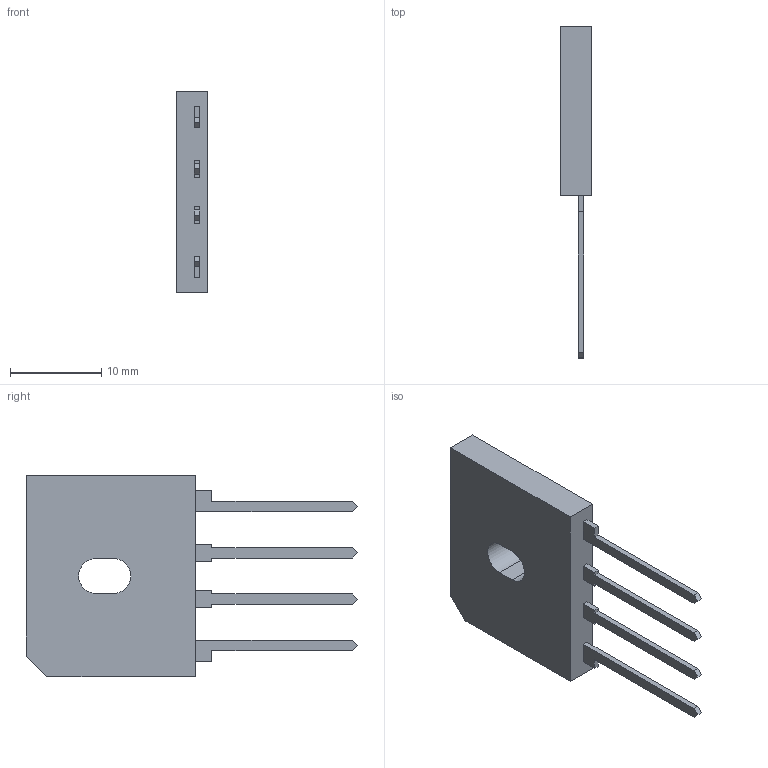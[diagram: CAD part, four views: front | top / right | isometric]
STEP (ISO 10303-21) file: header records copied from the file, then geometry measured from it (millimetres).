
FILE_DESCRIPTION (( 'STEP AP214' ), '1' );
FILE_NAME ('GBU8J.STEP', '2014-09-15T20:31:19', ( '' ), ( '' ), 'SwSTEP 2.0', 'SolidWorks 2013', '' );
FILE_SCHEMA (( 'AUTOMOTIVE_DESIGN' ));
Length unit declared in the file: millimetre
Products named in the file (1): GBU8J
Bounding box: 3.43 x 36.3 x 22.05 mm (x, y, z)
Volume: 1383 mm3; surface area: 1361.5 mm2
Topology: 1 solids, 1 shells, 47 faces, 123 edges, 82 vertices
Faces by surface type: plane 45, cylinder 2
Entity records: 1976 total; most frequent: CARTESIAN_POINT 253, ORIENTED_EDGE 246, DIRECTION 223, EDGE_CURVE 123, VECTOR 119, LINE 119, VERTEX_POINT 82, EDGE_LOOP 53
